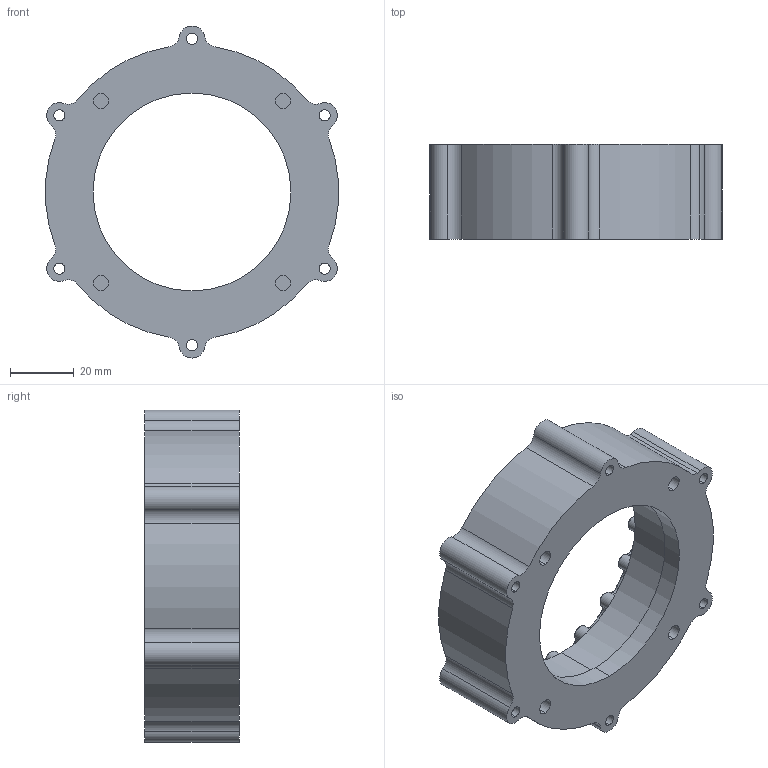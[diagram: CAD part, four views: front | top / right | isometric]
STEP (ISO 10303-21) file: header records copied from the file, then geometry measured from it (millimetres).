
FILE_DESCRIPTION (( 'STEP AP214' ), '1' );
FILE_NAME ('18-1 Housing A.STEP', '2025-08-22T18:16:04', ( '' ), ( '' ), 'SwSTEP 2.0', 'SolidWorks 2024', '' );
FILE_SCHEMA (( 'AUTOMOTIVE_DESIGN' ));
Length unit declared in the file: millimetre
Products named in the file (1): 18-1 Housing A
Bounding box: 91.75 x 29.65 x 104 mm (x, y, z)
Volume: 89665.5 mm3; surface area: 26948.9 mm2
Topology: 1 solids, 1 shells, 269 faces, 680 edges, 425 vertices
Faces by surface type: cylinder 160, cone 95, plane 14
Entity records: 8270 total; most frequent: DIRECTION 1645, CARTESIAN_POINT 1375, ORIENTED_EDGE 1360, AXIS2_PLACEMENT_3D 695, EDGE_CURVE 680, CIRCLE 425, VERTEX_POINT 425, EDGE_LOOP 295
